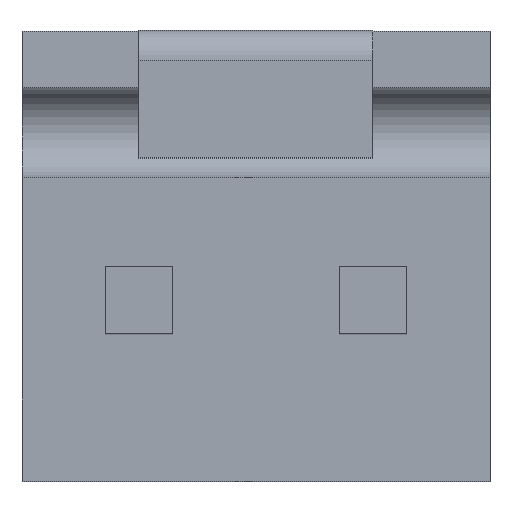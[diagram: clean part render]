
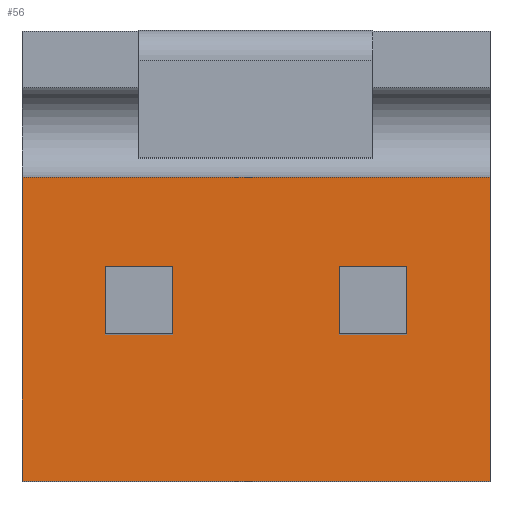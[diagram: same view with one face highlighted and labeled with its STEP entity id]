
A CAD part, top view. The second image highlights one B-rep face of the part: STEP entity #56.
In plain terms, the highlighted planar face has unit normal (0, 0, 1).
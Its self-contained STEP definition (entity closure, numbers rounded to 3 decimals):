
#56=ADVANCED_FACE('',(#110,#111,#112),#113,.T.);
#110=FACE_OUTER_BOUND('',#196,.T.);
#111=FACE_BOUND('',#197,.T.);
#112=FACE_BOUND('',#198,.T.);
#113=PLANE('',#199);
#196=EDGE_LOOP('',(#350,#351,#352,#353));
#197=EDGE_LOOP('',(#354,#355,#356,#357));
#198=EDGE_LOOP('',(#358,#359,#360,#361));
#199=AXIS2_PLACEMENT_3D('',#362,#363,#364);
#350=ORIENTED_EDGE('',*,*,#636,.T.);
#351=ORIENTED_EDGE('',*,*,#637,.F.);
#352=ORIENTED_EDGE('',*,*,#638,.F.);
#353=ORIENTED_EDGE('',*,*,#600,.T.);
#354=ORIENTED_EDGE('',*,*,#639,.F.);
#355=ORIENTED_EDGE('',*,*,#640,.T.);
#356=ORIENTED_EDGE('',*,*,#641,.T.);
#357=ORIENTED_EDGE('',*,*,#642,.F.);
#358=ORIENTED_EDGE('',*,*,#643,.F.);
#359=ORIENTED_EDGE('',*,*,#644,.T.);
#360=ORIENTED_EDGE('',*,*,#645,.T.);
#361=ORIENTED_EDGE('',*,*,#646,.F.);
#362=CARTESIAN_POINT('',(-3.962,2.096,0.0));
#363=DIRECTION('',(0.0,0.0,1.0));
#364=DIRECTION('',(1.0,0.0,0.0));
#600=EDGE_CURVE('',#713,#711,#714,.T.);
#636=EDGE_CURVE('',#711,#774,#776,.T.);
#637=EDGE_CURVE('',#777,#774,#778,.T.);
#638=EDGE_CURVE('',#713,#777,#779,.T.);
#639=EDGE_CURVE('',#780,#781,#782,.T.);
#640=EDGE_CURVE('',#780,#783,#784,.T.);
#641=EDGE_CURVE('',#783,#785,#786,.T.);
#642=EDGE_CURVE('',#781,#785,#787,.T.);
#643=EDGE_CURVE('',#788,#789,#790,.T.);
#644=EDGE_CURVE('',#788,#791,#792,.T.);
#645=EDGE_CURVE('',#791,#793,#794,.T.);
#646=EDGE_CURVE('',#789,#793,#795,.T.);
#711=VERTEX_POINT('',#892);
#713=VERTEX_POINT('',#895);
#714=LINE('',#896,#897);
#774=VERTEX_POINT('',#990);
#776=LINE('',#993,#994);
#777=VERTEX_POINT('',#995);
#778=LINE('',#996,#997);
#779=LINE('',#998,#999);
#780=VERTEX_POINT('',#1000);
#781=VERTEX_POINT('',#1001);
#782=LINE('',#1002,#1003);
#783=VERTEX_POINT('',#1004);
#784=LINE('',#1005,#1006);
#785=VERTEX_POINT('',#1007);
#786=LINE('',#1008,#1009);
#787=LINE('',#1010,#1011);
#788=VERTEX_POINT('',#1012);
#789=VERTEX_POINT('',#1013);
#790=LINE('',#1014,#1015);
#791=VERTEX_POINT('',#1016);
#792=LINE('',#1017,#1018);
#793=VERTEX_POINT('',#1019);
#794=LINE('',#1020,#1021);
#795=LINE('',#1022,#1023);
#892=CARTESIAN_POINT('',(-3.962,-3.048,0.0));
#895=CARTESIAN_POINT('',(-3.962,2.096,0.0));
#896=CARTESIAN_POINT('',(-3.962,2.096,0.0));
#897=VECTOR('',#1156,5.144);
#990=CARTESIAN_POINT('',(3.962,-3.048,0.0));
#993=CARTESIAN_POINT('',(-3.962,-3.048,0.0));
#994=VECTOR('',#1194,7.925);
#995=CARTESIAN_POINT('',(3.962,2.096,0.0));
#996=CARTESIAN_POINT('',(3.962,2.096,0.0));
#997=VECTOR('',#1195,5.144);
#998=CARTESIAN_POINT('',(-3.962,2.096,0.0));
#999=VECTOR('',#1196,7.925);
#1000=CARTESIAN_POINT('',(2.553,-0.572,0.0));
#1001=CARTESIAN_POINT('',(2.553,0.572,0.0));
#1002=CARTESIAN_POINT('',(2.553,-0.572,0.0));
#1003=VECTOR('',#1197,1.143);
#1004=CARTESIAN_POINT('',(1.41,-0.572,0.0));
#1005=CARTESIAN_POINT('',(2.553,-0.572,0.0));
#1006=VECTOR('',#1198,1.143);
#1007=CARTESIAN_POINT('',(1.41,0.572,0.0));
#1008=CARTESIAN_POINT('',(1.41,-0.572,0.0));
#1009=VECTOR('',#1199,1.143);
#1010=CARTESIAN_POINT('',(2.553,0.572,0.0));
#1011=VECTOR('',#1200,1.143);
#1012=CARTESIAN_POINT('',(-1.41,-0.572,0.0));
#1013=CARTESIAN_POINT('',(-1.41,0.572,0.0));
#1014=CARTESIAN_POINT('',(-1.41,-0.572,0.0));
#1015=VECTOR('',#1201,1.143);
#1016=CARTESIAN_POINT('',(-2.553,-0.572,0.0));
#1017=CARTESIAN_POINT('',(-1.41,-0.572,0.0));
#1018=VECTOR('',#1202,1.143);
#1019=CARTESIAN_POINT('',(-2.553,0.572,0.0));
#1020=CARTESIAN_POINT('',(-2.553,-0.572,0.0));
#1021=VECTOR('',#1203,1.143);
#1022=CARTESIAN_POINT('',(-1.41,0.572,0.0));
#1023=VECTOR('',#1204,1.143);
#1156=DIRECTION('',(0.0,-1.0,0.0));
#1194=DIRECTION('',(1.0,0.0,0.0));
#1195=DIRECTION('',(0.0,-1.0,0.0));
#1196=DIRECTION('',(1.0,0.0,0.0));
#1197=DIRECTION('',(0.0,1.0,0.0));
#1198=DIRECTION('',(-1.0,0.0,0.0));
#1199=DIRECTION('',(0.0,1.0,0.0));
#1200=DIRECTION('',(-1.0,0.0,0.0));
#1201=DIRECTION('',(0.0,1.0,0.0));
#1202=DIRECTION('',(-1.0,0.0,0.0));
#1203=DIRECTION('',(0.0,1.0,0.0));
#1204=DIRECTION('',(-1.0,0.0,0.0));
